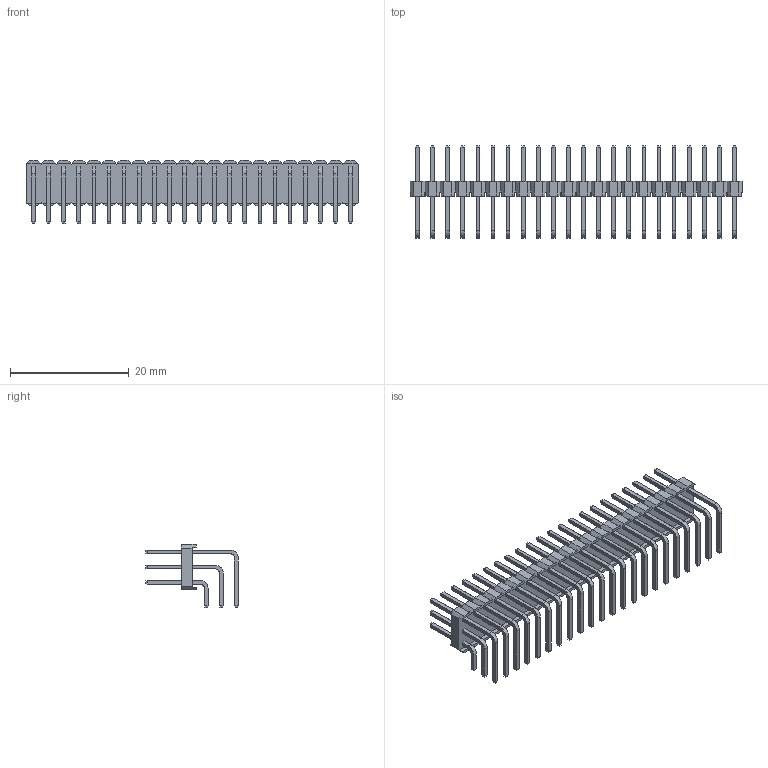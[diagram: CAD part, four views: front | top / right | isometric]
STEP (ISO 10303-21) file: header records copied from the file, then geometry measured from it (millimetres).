
FILE_DESCRIPTION(('STEP AP214'), '1');
FILE_NAME('PLT-R1', '', ('UNSPECIFIED'), ('UNSPECIFIED'), 'ASCON STEP Converter 1.6', 'ASCON Math Kernel', '');
FILE_SCHEMA(('AUTOMOTIVE_DESIGN { 1 0 10303 214 3 1 1}'));
Length unit declared in the file: millimetre
Bounding box: 55.88 x 15.58 x 10.62 mm (x, y, z)
Volume: 1222.3 mm3; surface area: 4128.6 mm2
Topology: 1 solids, 1 shells, 1789 faces, 4374 edges, 2740 vertices
Faces by surface type: plane 1657, cylinder 132
Entity records: 65340 total; most frequent: CARTESIAN_POINT 8904, ORIENTED_EDGE 8748, DIRECTION 8218, EDGE_CURVE 4374, LINE 4110, VECTOR 4110, VERTEX_POINT 2740, AXIS2_PLACEMENT_3D 2054
